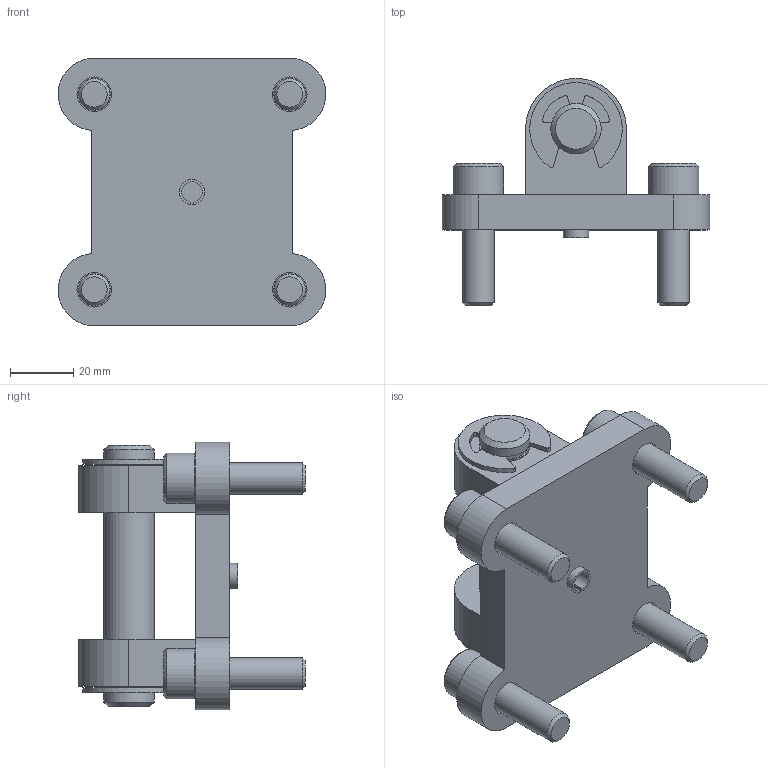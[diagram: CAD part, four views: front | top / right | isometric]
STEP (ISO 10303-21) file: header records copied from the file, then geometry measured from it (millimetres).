
FILE_DESCRIPTION(/* description */ ('STEP AP214'),/* implementation_level */ '2;1');
FILE_NAME(/* name */ '176889_SUA-63-R3',/* time_stamp */ '2024-09-13T11:09:22+02:00',/* author */ ('License CC BY-ND 4.0'),/* organization */ ('CADENAS'),/* preprocessor_version */ 'ST-DEVELOPER v19.3',/* originating_system */ 'PARTsolutions',/* authorisation */ ' ');
FILE_SCHEMA (('AUTOMOTIVE_DESIGN {1 0 10303 214 3 1 1}'));
Length unit declared in the file: millimetre
Products named in the file (6): 176889 SUA-63-R3; 176889 SUA-63-R3---(F); 374757 BZ-16-071,0-AA (83); DIN-6799 15; DIN-912 - M10x35(F); Clamping pin DIN 7346 8x10
Assembly tree (9 placements, depth 2):
  176889 SUA-63-R3
    176889 SUA-63-R3---(F)
    374757 BZ-16-071,0-AA (83)
    DIN-6799 15  x2
    DIN-912 - M10x35(F)  x4
    Clamping pin DIN 7346 8x10
Bounding box: 84.98 x 72 x 85 mm (x, y, z)
Volume: 124871.8 mm3; surface area: 39033.8 mm2
Topology: 9 solids, 9 shells, 212 faces, 457 edges, 274 vertices
Faces by surface type: plane 101, cylinder 64, cone 47
Full cylindrical faces by diameter (mm): 8 x1, 10 x4, 11 x4, 15 x2, 16 x9
Entity records: 2947 total; most frequent: DIRECTION 522, CARTESIAN_POINT 488, ORIENTED_EDGE 410, AXIS2_PLACEMENT_3D 211, EDGE_CURVE 205, FACE_BOUND 144, VERTEX_POINT 143, EDGE_LOOP 143
